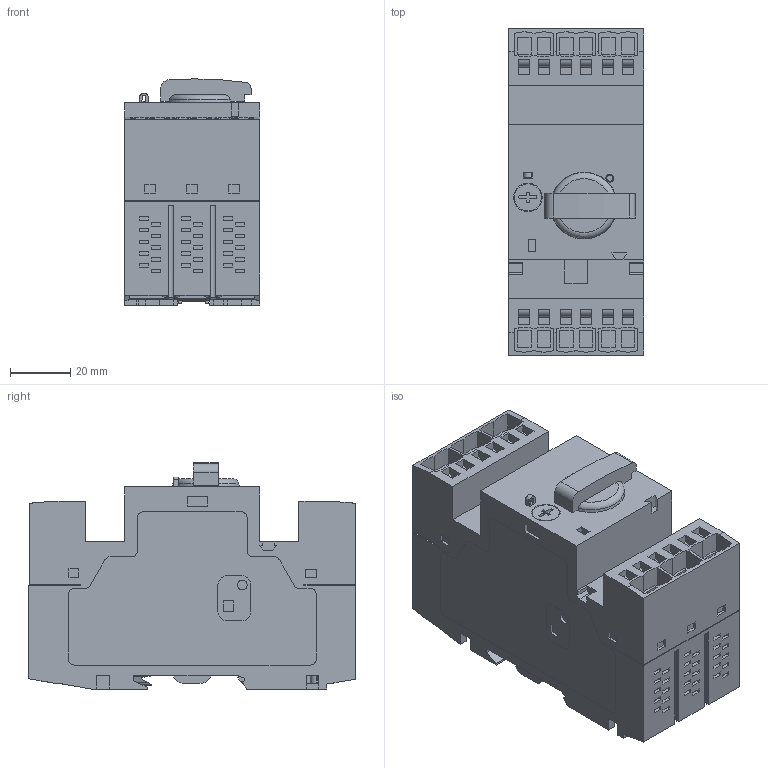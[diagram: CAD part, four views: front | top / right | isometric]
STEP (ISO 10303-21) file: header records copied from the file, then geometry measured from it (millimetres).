
FILE_DESCRIPTION(/* description */ ('STEP AP242','CAx-IF Rec.Pracs.---Representation and Presentation of Product Manufacturing Information (PMI)---4.0---2014-10-13','CAx-IF Rec.Pracs.---3D Tessellated Geometry---0.4---2014-09-14','2;1'),/* implementation_level */ '2;1');
FILE_NAME(/* name */ 'pkzm0_pi',/* time_stamp */ '2025-01-22T09:18:52+01:00',/* author */ ('License CC BY-ND 4.0'),/* organization */ ('CADENAS'),/* preprocessor_version */ 'ST-DEVELOPER v19.3',/* originating_system */ 'PARTsolutions',/* authorisation */ ' ');
FILE_SCHEMA (('AP242_MANAGED_MODEL_BASED_3D_ENGINEERING_MIM_LF { 1 0 10303 442 1 1 4 }'));
Length unit declared in the file: millimetre
Products named in the file (1): Y7-199161
Bounding box: 45.1 x 108.74 x 75.28 mm (x, y, z)
Volume: 264096 mm3; surface area: 48947.9 mm2
Topology: 1 solids, 1 shells, 1066 faces, 2995 edges, 1995 vertices
Faces by surface type: plane 932, cylinder 130, torus 3, cone 1
Full cylindrical faces by diameter (mm): 2 x1, 2.6 x1, 3 x1, 3.2 x1, 5.2 x1, 9 x1, 9.5 x1, 15.6 x1
Entity records: 34107 total; most frequent: CARTESIAN_POINT 6081, ORIENTED_EDGE 5964, DIRECTION 5381, EDGE_CURVE 2982, LINE 2697, VECTOR 2697, VERTEX_POINT 1992, AXIS2_PLACEMENT_3D 1342
